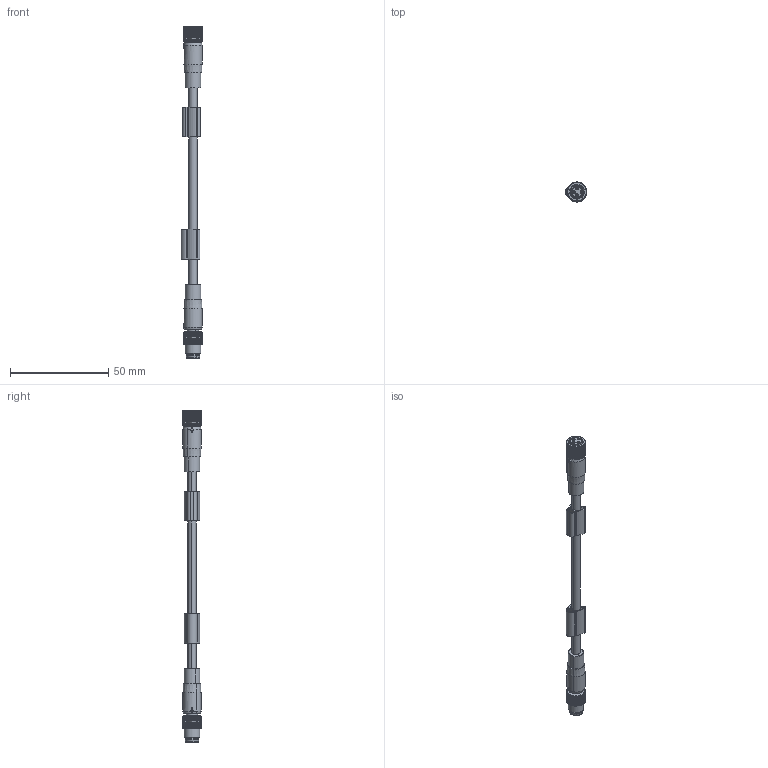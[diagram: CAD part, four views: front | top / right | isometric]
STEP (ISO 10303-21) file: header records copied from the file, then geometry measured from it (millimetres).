
FILE_DESCRIPTION(('CATIA V5 STEP Exchange','CAx-IF Rec.Pracs.--- Model Styling and Organization---1.5--- 2016-08-15','CAx-IF Rec.Pracs.---Supplemental Geometry---1.0---2011-11-01','CAx-IF Rec.Pracs.--- Composite Materials ---1.1---2010-07-15'),'2;1');
FILE_NAME ('232715-2_0', '2025-03-03T07:48:33+00:00', ('none'), ('Weidmueller'), 'CATIA Version 5-6 Release 2022 SP4 HF5', 'CATIA V5 STEP AP214 v3', 'none');
FILE_SCHEMA(('AUTOMOTIVE_DESIGN { 1 0 10303 214 1 1 1 1 }'));
Length unit declared in the file: millimetre
Products named in the file (1): 1824570000
Bounding box: 10.9 x 9.91 x 168.7 mm (x, y, z)
Volume: 5727.9 mm3; surface area: 6862.3 mm2
Topology: 1 solids, 13 shells, 691 faces, 1813 edges, 1174 vertices
Faces by surface type: plane 388, cylinder 185, cone 70, torus 33, sphere 8, revolution 4, bspline 3
Entity records: 21247 total; most frequent: CARTESIAN_POINT 5900, ORIENTED_EDGE 3610, DIRECTION 2183, EDGE_CURVE 1805, VERTEX_POINT 1174, AXIS2_PLACEMENT_3D 1010, EDGE_LOOP 751, ADVANCED_FACE 691
